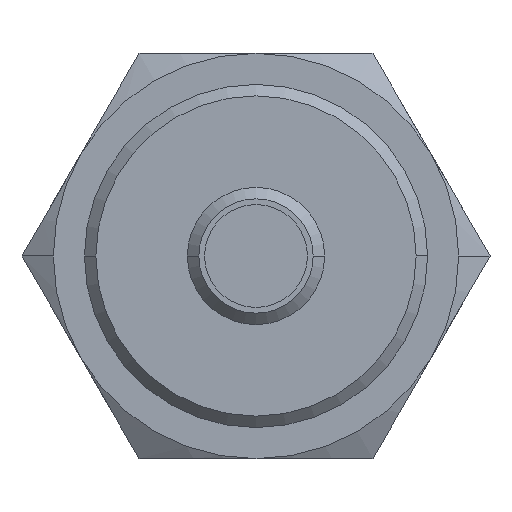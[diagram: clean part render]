
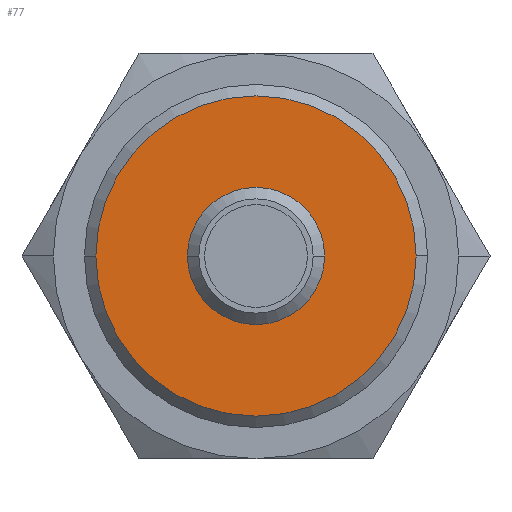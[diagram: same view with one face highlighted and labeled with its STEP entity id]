
A CAD part, left-side view. The second image highlights one B-rep face of the part: STEP entity #77.
In plain terms, the highlighted planar face has unit normal (-1, 0, 0).
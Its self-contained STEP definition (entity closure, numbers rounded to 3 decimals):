
#77=ADVANCED_FACE('',(#175,#176),#177,.T.);
#175=FACE_OUTER_BOUND('',#344,.T.);
#176=FACE_BOUND('',#345,.T.);
#177=PLANE('',#346);
#344=EDGE_LOOP('',(#583,#584));
#345=EDGE_LOOP('',(#585,#586));
#346=AXIS2_PLACEMENT_3D('',#587,#588,#589);
#583=ORIENTED_EDGE('',*,*,#1073,.F.);
#584=ORIENTED_EDGE('',*,*,#1096,.F.);
#585=ORIENTED_EDGE('',*,*,#1078,.T.);
#586=ORIENTED_EDGE('',*,*,#1095,.T.);
#587=CARTESIAN_POINT('',(-85.0,10.,0.0));
#588=DIRECTION('',(-1.0,-0.0,0.0));
#589=DIRECTION('',(0.0,-1.0,-0.0));
#1073=EDGE_CURVE('',#1250,#1252,#1253,.T.);
#1078=EDGE_CURVE('',#1256,#1260,#1262,.T.);
#1095=EDGE_CURVE('',#1260,#1256,#1287,.T.);
#1096=EDGE_CURVE('',#1252,#1250,#1288,.T.);
#1250=VERTEX_POINT('',#1520);
#1252=VERTEX_POINT('',#1523);
#1253=CIRCLE('',#1524,14.0);
#1256=VERTEX_POINT('',#1528);
#1260=VERTEX_POINT('',#1533);
#1262=CIRCLE('',#1536,6.);
#1287=CIRCLE('',#1567,6.);
#1288=CIRCLE('',#1568,14.0);
#1520=CARTESIAN_POINT('',(-85.0,14.0,0.0));
#1523=CARTESIAN_POINT('',(-85.0,-14.0,0.));
#1524=AXIS2_PLACEMENT_3D('',#2355,#2356,#2357);
#1528=CARTESIAN_POINT('',(-85.0,6.,0.0));
#1533=CARTESIAN_POINT('',(-85.0,-6.,0.));
#1536=AXIS2_PLACEMENT_3D('',#2364,#2365,#2366);
#1567=AXIS2_PLACEMENT_3D('',#2403,#2404,#2405);
#1568=AXIS2_PLACEMENT_3D('',#2406,#2407,#2408);
#2355=CARTESIAN_POINT('',(-85.0,0.0,0.0));
#2356=DIRECTION('',(1.0,0.0,0.0));
#2357=DIRECTION('',(0.0,1.0,0.0));
#2364=CARTESIAN_POINT('',(-85.0,0.0,0.0));
#2365=DIRECTION('',(1.0,0.0,0.0));
#2366=DIRECTION('',(0.0,1.0,0.0));
#2403=CARTESIAN_POINT('',(-85.0,0.0,0.0));
#2404=DIRECTION('',(1.0,0.0,0.0));
#2405=DIRECTION('',(0.0,1.0,0.0));
#2406=CARTESIAN_POINT('',(-85.0,0.0,0.0));
#2407=DIRECTION('',(1.0,0.0,0.0));
#2408=DIRECTION('',(0.0,1.0,0.0));
